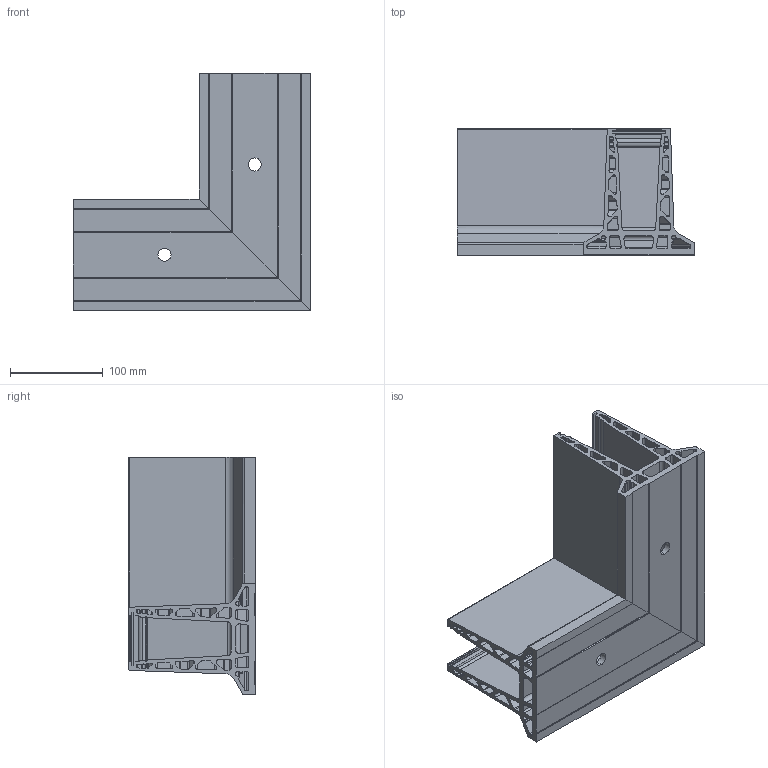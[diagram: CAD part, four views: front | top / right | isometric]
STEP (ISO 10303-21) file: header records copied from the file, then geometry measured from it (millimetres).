
FILE_DESCRIPTION (( 'STEP AP214' ), '1' );
FILE_NAME ('AL_0019-S-E-90-OUT.STEP', '2024-07-01T07:57:32', ( '' ), ( '' ), 'SwSTEP 2.0', 'SolidWorks 2019', '' );
FILE_SCHEMA (( 'AUTOMOTIVE_DESIGN' ));
Length unit declared in the file: millimetre
Products named in the file (1): AL_0019-S-E-90-OUT
Bounding box: 255.17 x 136 x 255.17 mm (x, y, z)
Volume: 1428323.7 mm3; surface area: 587836.4 mm2
Topology: 1 solids, 1 shells, 496 faces, 1246 edges, 750 vertices
Faces by surface type: cylinder 300, plane 196
Entity records: 14684 total; most frequent: CARTESIAN_POINT 3019, ORIENTED_EDGE 2492, DIRECTION 2394, EDGE_CURVE 1246, AXIS2_PLACEMENT_3D 805, VECTOR 784, LINE 784, VERTEX_POINT 750
